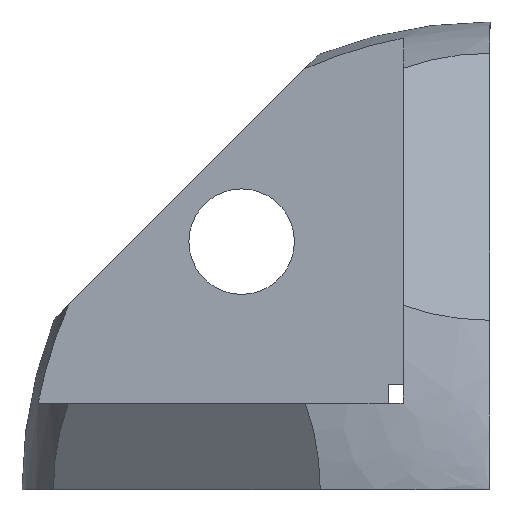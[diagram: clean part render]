
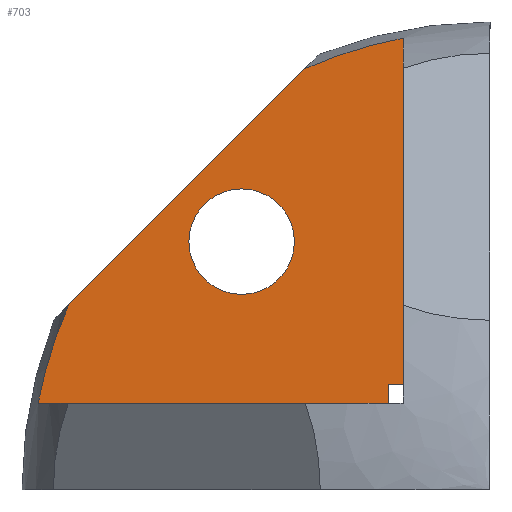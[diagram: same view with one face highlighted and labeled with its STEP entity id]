
A CAD part, front view. The second image highlights one B-rep face of the part: STEP entity #703.
In plain terms, the highlighted planar face has unit normal (0, -1, 0).
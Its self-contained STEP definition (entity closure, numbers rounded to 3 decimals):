
#174=CARTESIAN_POINT('',(0.,13.,24.25));
#175=VERTEX_POINT('',#174);
#191=CARTESIAN_POINT('',(0.,13.,15.75));
#192=VERTEX_POINT('',#191);
#199=CARTESIAN_POINT('',(0.,13.,20.));
#200=DIRECTION('',(0.0,-1.0,0.0));
#201=DIRECTION('',(0.0,0.0,1.0));
#202=AXIS2_PLACEMENT_3D('',#199,#200,#201);
#203=CIRCLE('',#202,4.25);
#204=EDGE_CURVE('',#192,#175,#203,.T.);
#305=CARTESIAN_POINT('',(5.085,13.,33.924));
#306=VERTEX_POINT('',#305);
#330=CARTESIAN_POINT('',(13.0,13.,36.391));
#331=VERTEX_POINT('',#330);
#332=CARTESIAN_POINT('',(20.,13.,0.));
#333=DIRECTION('',(0.0,-1.0,0.0));
#334=DIRECTION('',(0.0,0.0,1.0));
#335=AXIS2_PLACEMENT_3D('',#332,#333,#334);
#336=CIRCLE('',#335,37.058);
#337=EDGE_CURVE('',#331,#306,#336,.T.);
#389=CARTESIAN_POINT('',(-16.391,13.,7.));
#390=VERTEX_POINT('',#389);
#402=CARTESIAN_POINT('',(-13.924,13.,14.915));
#403=VERTEX_POINT('',#402);
#404=CARTESIAN_POINT('',(20.,13.,0.));
#405=DIRECTION('',(0.0,-1.0,0.0));
#406=DIRECTION('',(0.0,0.0,1.0));
#407=AXIS2_PLACEMENT_3D('',#404,#405,#406);
#408=CIRCLE('',#407,37.058);
#409=EDGE_CURVE('',#403,#390,#408,.T.);
#648=CARTESIAN_POINT('',(-18.,13.,7.));
#649=DIRECTION('',(0.0,1.0,0.0));
#650=DIRECTION('',(0.0,0.0,1.0));
#651=AXIS2_PLACEMENT_3D('',#648,#649,#650);
#652=PLANE('',#651);
#653=ORIENTED_EDGE('',*,*,#337,.T.);
#654=CARTESIAN_POINT('',(5.085,13.,33.924));
#655=DIRECTION('',(-0.707,0.,-0.707));
#656=VECTOR('',#655,26.883);
#657=LINE('',#654,#656);
#658=EDGE_CURVE('',#306,#403,#657,.T.);
#659=ORIENTED_EDGE('',*,*,#658,.T.);
#660=ORIENTED_EDGE('',*,*,#409,.T.);
#661=CARTESIAN_POINT('',(11.811,13.,7.));
#662=VERTEX_POINT('',#661);
#663=CARTESIAN_POINT('',(-16.391,13.,7.));
#664=DIRECTION('',(1.0,0.0,0.0));
#665=VECTOR('',#664,28.201);
#666=LINE('',#663,#665);
#667=EDGE_CURVE('',#390,#662,#666,.T.);
#668=ORIENTED_EDGE('',*,*,#667,.T.);
#669=CARTESIAN_POINT('',(11.811,13.,8.5));
#670=VERTEX_POINT('',#669);
#671=CARTESIAN_POINT('',(11.811,13.,7.));
#672=DIRECTION('',(0.0,0.0,1.0));
#673=VECTOR('',#672,1.5);
#674=LINE('',#671,#673);
#675=EDGE_CURVE('',#662,#670,#674,.T.);
#676=ORIENTED_EDGE('',*,*,#675,.T.);
#677=CARTESIAN_POINT('',(13.,13.,8.5));
#678=VERTEX_POINT('',#677);
#679=CARTESIAN_POINT('',(11.811,13.,8.5));
#680=DIRECTION('',(1.0,0.0,0.0));
#681=VECTOR('',#680,1.189);
#682=LINE('',#679,#681);
#683=EDGE_CURVE('',#670,#678,#682,.T.);
#684=ORIENTED_EDGE('',*,*,#683,.T.);
#685=CARTESIAN_POINT('',(13.,13.,8.5));
#686=DIRECTION('',(0.0,0.0,1.0));
#687=VECTOR('',#686,27.891);
#688=LINE('',#685,#687);
#689=EDGE_CURVE('',#678,#331,#688,.T.);
#690=ORIENTED_EDGE('',*,*,#689,.T.);
#691=EDGE_LOOP('',(#653,#659,#660,#668,#676,#684,#690));
#692=FACE_OUTER_BOUND('',#691,.T.);
#693=ORIENTED_EDGE('',*,*,#204,.F.);
#694=CARTESIAN_POINT('',(0.,13.,20.));
#695=DIRECTION('',(0.0,-1.0,0.0));
#696=DIRECTION('',(0.0,0.0,1.0));
#697=AXIS2_PLACEMENT_3D('',#694,#695,#696);
#698=CIRCLE('',#697,4.25);
#699=EDGE_CURVE('',#175,#192,#698,.T.);
#700=ORIENTED_EDGE('',*,*,#699,.F.);
#701=EDGE_LOOP('',(#693,#700));
#702=FACE_BOUND('',#701,.T.);
#703=ADVANCED_FACE('',(#692,#702),#652,.F.);
